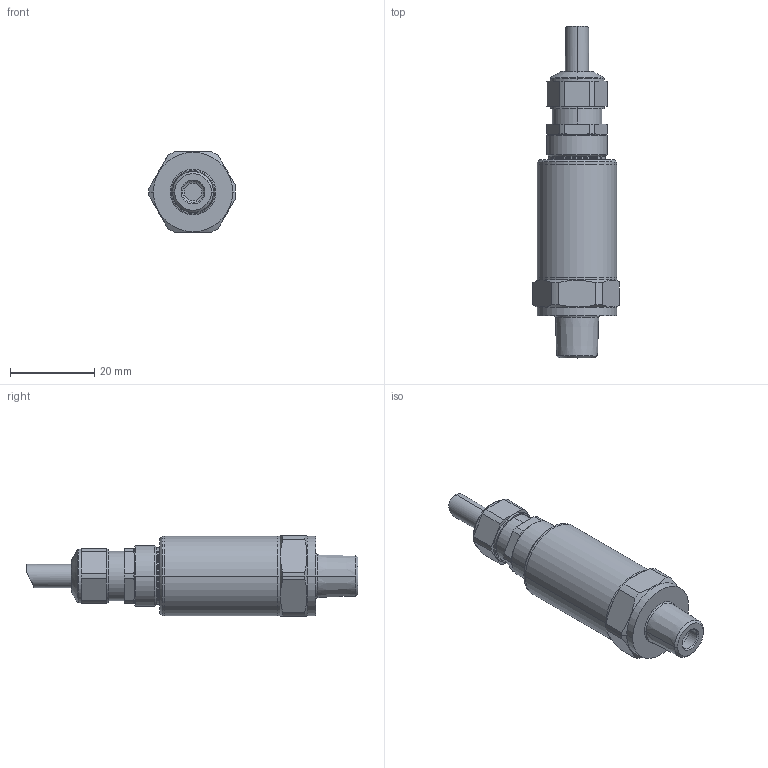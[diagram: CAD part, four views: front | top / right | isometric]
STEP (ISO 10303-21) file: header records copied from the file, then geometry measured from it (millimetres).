
FILE_DESCRIPTION (( 'STEP AP214' ), '1' );
FILE_NAME ('825X.XX.XX.43.22_24_88.STEP', '2019-08-09T11:06:06', ( '' ), ( '' ), 'SwSTEP 2.0', 'SolidWorks 2016', '' );
FILE_SCHEMA (( 'AUTOMOTIVE_DESIGN' ));
Length unit declared in the file: millimetre
Products named in the file (4): C29031_43_C29031; Kabel_22_24_88; 825X.XX.XX.43.22_24_88; C21542_defeatured
Assembly tree (3 placements, depth 2):
  825X.XX.XX.43.22_24_88
    C21542_defeatured
    C29031_43_C29031
    Kabel_22_24_88
Bounding box: 20.5 x 78.78 x 19 mm (x, y, z)
Volume: 15369.1 mm3; surface area: 5873.8 mm2
Topology: 3 solids, 3 shells, 131 faces, 291 edges, 176 vertices
Faces by surface type: cylinder 48, plane 34, cone 34, torus 10, bspline 5
Entity records: 4467 total; most frequent: CARTESIAN_POINT 1003, DIRECTION 669, ORIENTED_EDGE 582, EDGE_CURVE 291, AXIS2_PLACEMENT_3D 278, VERTEX_POINT 176, CIRCLE 146, EDGE_LOOP 143
